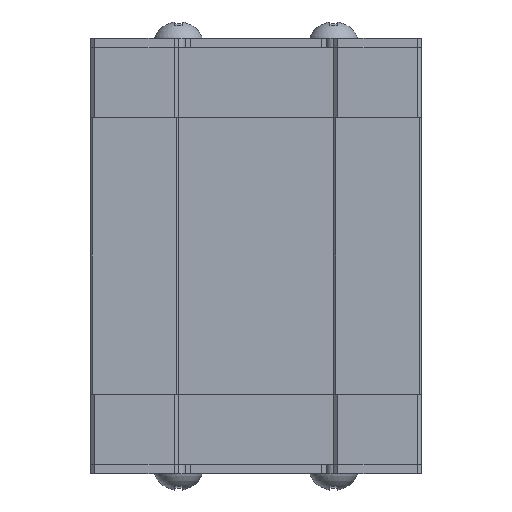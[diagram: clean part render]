
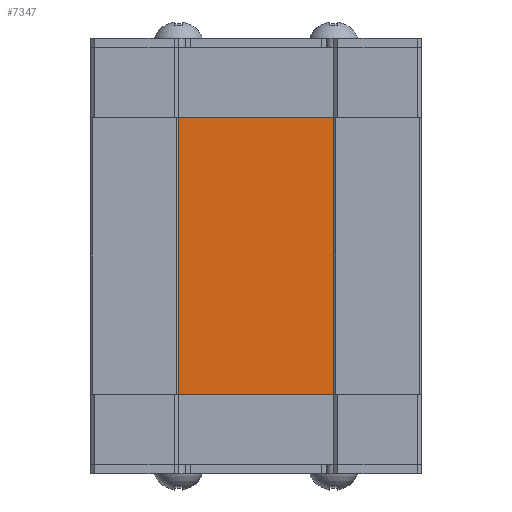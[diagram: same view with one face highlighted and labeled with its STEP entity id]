
A CAD part, front view. The second image highlights one B-rep face of the part: STEP entity #7347.
In plain terms, the highlighted planar face has unit normal (0, -1, 0).
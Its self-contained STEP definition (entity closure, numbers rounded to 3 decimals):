
#106 = CARTESIAN_POINT ( 'NONE',  ( 0., -2.8, 13.35 ) ) ;
#363 = VERTEX_POINT ( 'NONE', #2490 ) ;
#409 = EDGE_CURVE ( 'NONE', #363, #4371, #6615, .T. ) ;
#513 = VECTOR ( 'NONE', #3501, 1000. ) ;
#558 = EDGE_CURVE ( 'NONE', #4371, #2523, #729, .T. ) ;
#615 = VECTOR ( 'NONE', #5893, 1000. ) ;
#729 = LINE ( 'NONE', #2311, #513 ) ;
#920 = EDGE_CURVE ( 'NONE', #363, #4746, #6029, .T. ) ;
#932 = EDGE_CURVE ( 'NONE', #4746, #2523, #2295, .T. ) ;
#956 = DIRECTION ( 'NONE',  ( 0., 0., -1. ) ) ;
#2008 = DIRECTION ( 'NONE',  ( 1., 0., 0. ) ) ;
#2295 = LINE ( 'NONE', #5528, #615 ) ;
#2311 = CARTESIAN_POINT ( 'NONE',  ( 7.5, -2.8, 13.35 ) ) ;
#2490 = CARTESIAN_POINT ( 'NONE',  ( -7.5, -2.8, 13.35 ) ) ;
#2523 = VERTEX_POINT ( 'NONE', #4833 ) ;
#2805 = PLANE ( 'NONE',  #7798 ) ;
#3221 = ORIENTED_EDGE ( 'NONE', *, *, #932, .T. ) ;
#3395 = DIRECTION ( 'NONE',  ( 0., 1., 0. ) ) ;
#3501 = DIRECTION ( 'NONE',  ( 0., 0., -1. ) ) ;
#3981 = CARTESIAN_POINT ( 'NONE',  ( 7.5, -2.8, 13.35 ) ) ;
#4086 = ORIENTED_EDGE ( 'NONE', *, *, #558, .F. ) ;
#4279 = CARTESIAN_POINT ( 'NONE',  ( -7.5, -2.8, -13.35 ) ) ;
#4351 = ORIENTED_EDGE ( 'NONE', *, *, #920, .T. ) ;
#4371 = VERTEX_POINT ( 'NONE', #3981 ) ;
#4560 = CARTESIAN_POINT ( 'NONE',  ( -7.5, -2.8, 13.35 ) ) ;
#4746 = VERTEX_POINT ( 'NONE', #4279 ) ;
#4833 = CARTESIAN_POINT ( 'NONE',  ( 7.5, -2.8, -13.35 ) ) ;
#5124 = CARTESIAN_POINT ( 'NONE',  ( 0., -2.8, 13.35 ) ) ;
#5528 = CARTESIAN_POINT ( 'NONE',  ( 0., -2.8, -13.35 ) ) ;
#5893 = DIRECTION ( 'NONE',  ( 1., 0., 0. ) ) ;
#6029 = LINE ( 'NONE', #4560, #7266 ) ;
#6419 = VECTOR ( 'NONE', #2008, 1000. ) ;
#6615 = LINE ( 'NONE', #106, #6419 ) ;
#7231 = ORIENTED_EDGE ( 'NONE', *, *, #409, .F. ) ;
#7266 = VECTOR ( 'NONE', #956, 1000. ) ;
#7347 = ADVANCED_FACE ( 'NONE', ( #7593 ), #2805, .F. ) ;
#7567 = DIRECTION ( 'NONE',  ( -1., 0., 0. ) ) ;
#7593 = FACE_OUTER_BOUND ( 'NONE', #7781, .T. ) ;
#7781 = EDGE_LOOP ( 'NONE', ( #4351, #3221, #4086, #7231 ) ) ;
#7798 = AXIS2_PLACEMENT_3D ( 'NONE', #5124, #3395, #7567 ) ;
